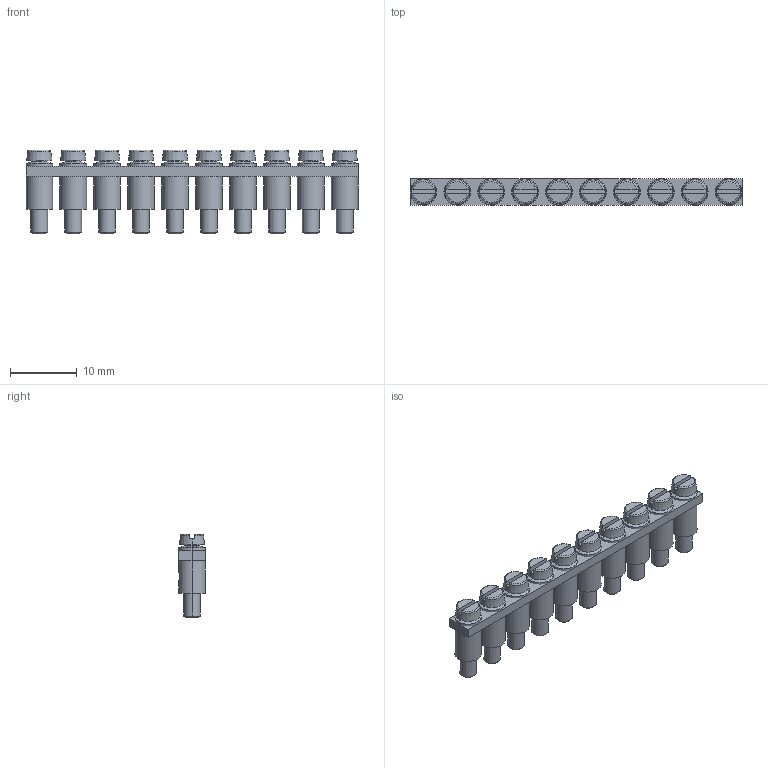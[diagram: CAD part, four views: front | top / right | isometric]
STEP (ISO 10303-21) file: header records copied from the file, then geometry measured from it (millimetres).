
FILE_DESCRIPTION(('CATIA V5R22 STEP214','CAx-IF Rec.Pracs.--- Model Styling and Organization---1.4--- 2014-01-23'),'2;1');
FILE_NAME ('001893-2_0_0368500000_0368500000.stp','2021-06-22T06:11:38+00:00',('none'),('Weidmueller'),'CATIA Version 5-6 Release 2016 SP3 HF44','CATIA V5 STEP AP214','none');
FILE_SCHEMA(('AUTOMOTIVE_DESIGN { 1 0 10303 214 1 1 1 1 }'));
Length unit declared in the file: millimetre
Products named in the file (1): 0368500000
Bounding box: 49.9 x 4 x 12.6 mm (x, y, z)
Volume: 1502.1 mm3; surface area: 2359.2 mm2
Topology: 11 solids, 11 shells, 286 faces, 612 edges, 388 vertices
Faces by surface type: plane 106, cylinder 80, cone 60, torus 40
Entity records: 6944 total; most frequent: CARTESIAN_POINT 1617, ORIENTED_EDGE 1224, DIRECTION 744, EDGE_CURVE 612, AXIS2_PLACEMENT_3D 437, VERTEX_POINT 388, EDGE_LOOP 326, CIRCLE 320
